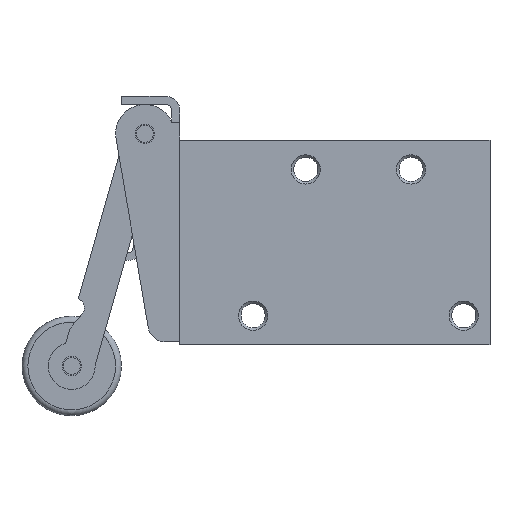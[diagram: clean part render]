
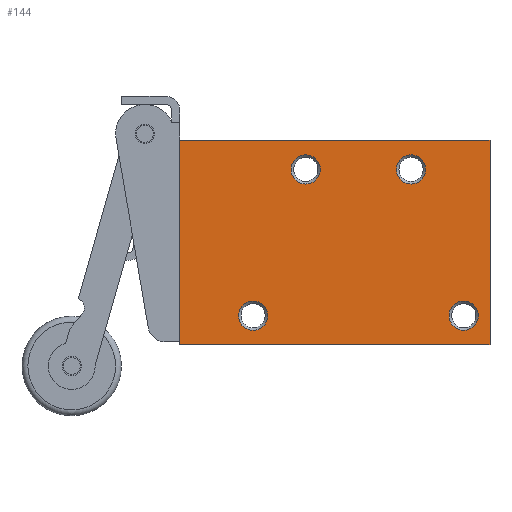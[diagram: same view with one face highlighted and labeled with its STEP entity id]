
A CAD part, left-side view. The second image highlights one B-rep face of the part: STEP entity #144.
In plain terms, the highlighted planar face has unit normal (-1, 0, 0).
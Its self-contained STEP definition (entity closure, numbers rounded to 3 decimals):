
#144 = ADVANCED_FACE( '', ( #377, #378, #379, #380, #381 ), #382, .F. );
#377 = FACE_BOUND( '', #676, .T. );
#378 = FACE_BOUND( '', #677, .T. );
#379 = FACE_BOUND( '', #678, .T. );
#380 = FACE_BOUND( '', #679, .T. );
#381 = FACE_OUTER_BOUND( '', #680, .T. );
#382 = PLANE( '', #681 );
#676 = EDGE_LOOP( '', ( #1281 ) );
#677 = EDGE_LOOP( '', ( #1282 ) );
#678 = EDGE_LOOP( '', ( #1283 ) );
#679 = EDGE_LOOP( '', ( #1284 ) );
#680 = EDGE_LOOP( '', ( #1285, #1286, #1287, #1288 ) );
#681 = AXIS2_PLACEMENT_3D( '', #1289, #1290, #1291 );
#1281 = ORIENTED_EDGE( '', *, *, #1751, .T. );
#1282 = ORIENTED_EDGE( '', *, *, #1755, .T. );
#1283 = ORIENTED_EDGE( '', *, *, #1759, .T. );
#1284 = ORIENTED_EDGE( '', *, *, #1763, .T. );
#1285 = ORIENTED_EDGE( '', *, *, #1775, .T. );
#1286 = ORIENTED_EDGE( '', *, *, #1782, .F. );
#1287 = ORIENTED_EDGE( '', *, *, #1774, .F. );
#1288 = ORIENTED_EDGE( '', *, *, #1779, .T. );
#1289 = CARTESIAN_POINT( '', ( -10.5, 53., -17.5 ) );
#1290 = DIRECTION( '', ( 1., 0., 0. ) );
#1291 = DIRECTION( '', ( 0., 0., -1. ) );
#1751 = EDGE_CURVE( '', #2098, #2098, #2099, .T. );
#1755 = EDGE_CURVE( '', #2106, #2106, #2107, .T. );
#1759 = EDGE_CURVE( '', #2114, #2114, #2115, .T. );
#1763 = EDGE_CURVE( '', #2122, #2122, #2123, .T. );
#1774 = EDGE_CURVE( '', #2142, #2136, #2144, .T. );
#1775 = EDGE_CURVE( '', #2145, #2146, #2147, .T. );
#1779 = EDGE_CURVE( '', #2142, #2145, #2153, .T. );
#1782 = EDGE_CURVE( '', #2136, #2146, #2156, .T. );
#2098 = VERTEX_POINT( '', #2602 );
#2099 = CIRCLE( '', #2603, 2.5 );
#2106 = VERTEX_POINT( '', #2610 );
#2107 = CIRCLE( '', #2611, 2.5 );
#2114 = VERTEX_POINT( '', #2618 );
#2115 = CIRCLE( '', #2619, 2.5 );
#2122 = VERTEX_POINT( '', #2626 );
#2123 = CIRCLE( '', #2627, 2.5 );
#2136 = VERTEX_POINT( '', #2640 );
#2142 = VERTEX_POINT( '', #2649 );
#2144 = LINE( '', #2652, #2653 );
#2145 = VERTEX_POINT( '', #2654 );
#2146 = VERTEX_POINT( '', #2655 );
#2147 = LINE( '', #2656, #2657 );
#2153 = LINE( '', #2666, #2667 );
#2156 = LINE( '', #2672, #2673 );
#2602 = CARTESIAN_POINT( '', ( -10.5, 40.5, -15. ) );
#2603 = AXIS2_PLACEMENT_3D( '', #3073, #3074, #3075 );
#2610 = CARTESIAN_POINT( '', ( -10.5, 4.5, -15. ) );
#2611 = AXIS2_PLACEMENT_3D( '', #3085, #3086, #3087 );
#2618 = CARTESIAN_POINT( '', ( -10.5, 31.5, 10. ) );
#2619 = AXIS2_PLACEMENT_3D( '', #3097, #3098, #3099 );
#2626 = CARTESIAN_POINT( '', ( -10.5, 13.5, 10. ) );
#2627 = AXIS2_PLACEMENT_3D( '', #3109, #3110, #3111 );
#2640 = CARTESIAN_POINT( '', ( -10.5, 53., 17.5 ) );
#2649 = CARTESIAN_POINT( '', ( -10.5, 53., -17.5 ) );
#2652 = CARTESIAN_POINT( '', ( -10.5, 53., -17.5 ) );
#2653 = VECTOR( '', #3134, 1000. );
#2654 = CARTESIAN_POINT( '', ( -10.5, 0., -17.5 ) );
#2655 = CARTESIAN_POINT( '', ( -10.5, 0., 17.5 ) );
#2656 = CARTESIAN_POINT( '', ( -10.5, 0., -17.5 ) );
#2657 = VECTOR( '', #3135, 1000. );
#2666 = CARTESIAN_POINT( '', ( -10.5, 53., -17.5 ) );
#2667 = VECTOR( '', #3139, 1000. );
#2672 = CARTESIAN_POINT( '', ( -10.5, 53., 17.5 ) );
#2673 = VECTOR( '', #3142, 1000. );
#3073 = CARTESIAN_POINT( '', ( -10.5, 40.5, -12.5 ) );
#3074 = DIRECTION( '', ( 1., 0., 0. ) );
#3075 = DIRECTION( '', ( 0., 0., -1. ) );
#3085 = CARTESIAN_POINT( '', ( -10.5, 4.5, -12.5 ) );
#3086 = DIRECTION( '', ( 1., 0., 0. ) );
#3087 = DIRECTION( '', ( 0., 0., -1. ) );
#3097 = CARTESIAN_POINT( '', ( -10.5, 31.5, 12.5 ) );
#3098 = DIRECTION( '', ( 1., 0., 0. ) );
#3099 = DIRECTION( '', ( 0., 0., -1. ) );
#3109 = CARTESIAN_POINT( '', ( -10.5, 13.5, 12.5 ) );
#3110 = DIRECTION( '', ( 1., 0., 0. ) );
#3111 = DIRECTION( '', ( 0., 0., -1. ) );
#3134 = DIRECTION( '', ( 0., 0., 1. ) );
#3135 = DIRECTION( '', ( 0., 0., 1. ) );
#3139 = DIRECTION( '', ( 0., -1., 0. ) );
#3142 = DIRECTION( '', ( 0., -1., 0. ) );
